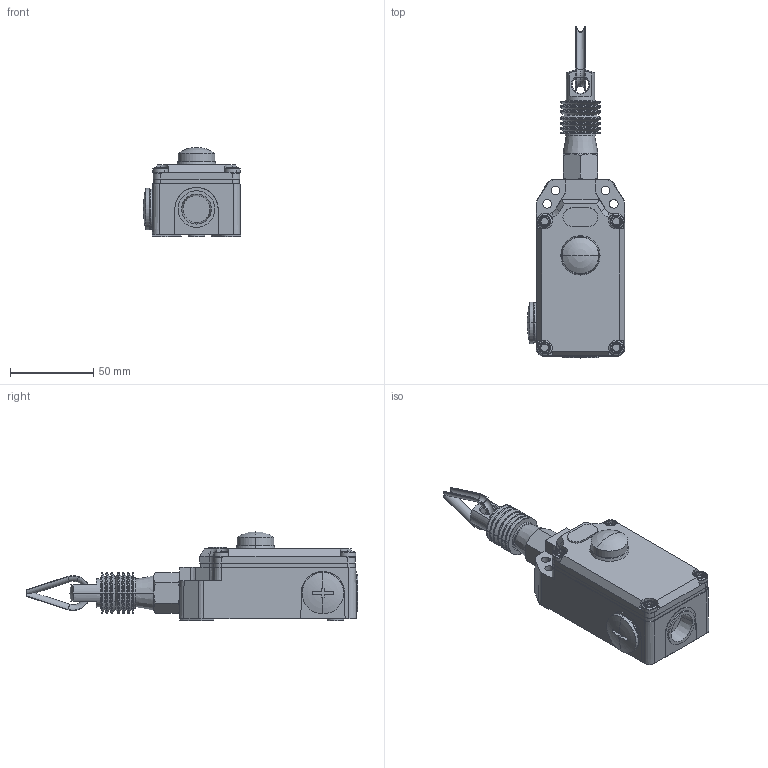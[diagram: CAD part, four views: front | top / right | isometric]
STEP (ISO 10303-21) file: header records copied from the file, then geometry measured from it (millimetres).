
FILE_DESCRIPTION(('STEP AP214'),'1');
FILE_NAME('cctmp_0F66C883-A29B-4CF6-92CB-B9935EF0C0C0_2023_07_21_12_41_53_0265..stp','2023-07-21T10:41:53',('SIEMENS A&D'),('CADClick - www.CADClick.com'),'Spatial InterOp 3D postprocessed',' ','unknown authorization');
FILE_SCHEMA(('AUTOMOTIVE_DESIGN'));
Length unit declared in the file: millimetre
Products named in the file (3): cc_unnamed; 2023_07_21_12_41_53_0234; 2023_07_21_12_41_53_0230
Assembly tree (2 placements, depth 2):
  cc_unnamed
    2023_07_21_12_41_53_0234
    2023_07_21_12_41_53_0230
Bounding box: 58.45 x 199.36 x 53.5 mm (x, y, z)
Volume: 231986.4 mm3; surface area: 38562 mm2
Topology: 2 solids, 7 shells, 543 faces, 1370 edges, 866 vertices
Faces by surface type: plane 214, cylinder 161, torus 86, cone 70, sphere 12
Entity records: 18469 total; most frequent: CARTESIAN_POINT 3333, DIRECTION 2997, ORIENTED_EDGE 2732, EDGE_CURVE 1366, AXIS2_PLACEMENT_3D 1162, VERTEX_POINT 866, LINE 673, VECTOR 673
